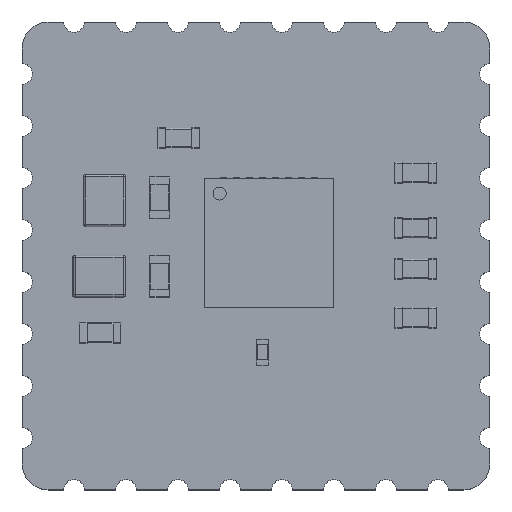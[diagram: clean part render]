
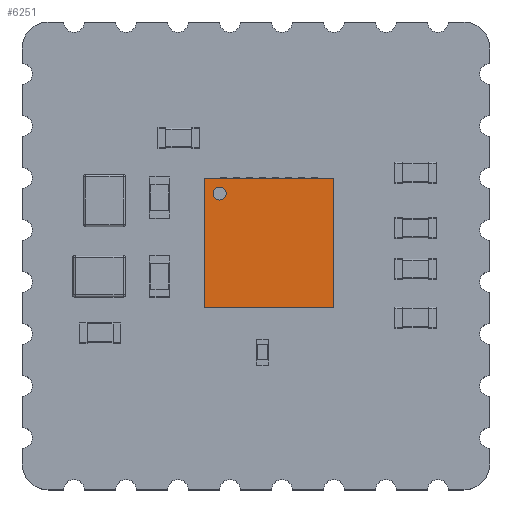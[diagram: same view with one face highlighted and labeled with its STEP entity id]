
A CAD part, top view. The second image highlights one B-rep face of the part: STEP entity #6251.
In plain terms, the highlighted planar face has unit normal (0, 0, 1).
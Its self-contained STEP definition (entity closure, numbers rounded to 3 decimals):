
#2287 = EDGE_CURVE('',#2288,#2290,#2292,.T.);
#2288 = VERTEX_POINT('',#2289);
#2289 = CARTESIAN_POINT('',(-2.488,2.488,0.875));
#2290 = VERTEX_POINT('',#2291);
#2291 = CARTESIAN_POINT('',(2.488,2.488,0.875));
#2292 = LINE('',#2293,#2294);
#2293 = CARTESIAN_POINT('',(-2.488,2.488,0.875));
#2294 = VECTOR('',#2295,1.);
#2295 = DIRECTION('',(1.,0.,0.));
#3288 = EDGE_CURVE('',#2290,#3289,#3291,.T.);
#3289 = VERTEX_POINT('',#3290);
#3290 = CARTESIAN_POINT('',(2.488,-2.488,0.875));
#3291 = LINE('',#3292,#3293);
#3292 = CARTESIAN_POINT('',(2.488,2.488,0.875));
#3293 = VECTOR('',#3294,1.);
#3294 = DIRECTION('',(0.,-1.,0.));
#4278 = EDGE_CURVE('',#4279,#3289,#4281,.T.);
#4279 = VERTEX_POINT('',#4280);
#4280 = CARTESIAN_POINT('',(-2.488,-2.488,0.875));
#4281 = LINE('',#4282,#4283);
#4282 = CARTESIAN_POINT('',(-2.488,-2.488,0.875));
#4283 = VECTOR('',#4284,1.);
#4284 = DIRECTION('',(1.,0.,0.));
#5272 = EDGE_CURVE('',#2288,#4279,#5273,.T.);
#5273 = LINE('',#5274,#5275);
#5274 = CARTESIAN_POINT('',(-2.488,2.488,0.875));
#5275 = VECTOR('',#5276,1.);
#5276 = DIRECTION('',(0.,-1.,0.));
#6251 = ADVANCED_FACE('',(#6252,#6258),#6269,.T.);
#6252 = FACE_BOUND('',#6253,.T.);
#6253 = EDGE_LOOP('',(#6254,#6255,#6256,#6257));
#6254 = ORIENTED_EDGE('',*,*,#2287,.F.);
#6255 = ORIENTED_EDGE('',*,*,#5272,.T.);
#6256 = ORIENTED_EDGE('',*,*,#4278,.T.);
#6257 = ORIENTED_EDGE('',*,*,#3288,.F.);
#6258 = FACE_BOUND('',#6259,.T.);
#6259 = EDGE_LOOP('',(#6260));
#6260 = ORIENTED_EDGE('',*,*,#6261,.T.);
#6261 = EDGE_CURVE('',#6262,#6262,#6264,.T.);
#6262 = VERTEX_POINT('',#6263);
#6263 = CARTESIAN_POINT('',(-1.9,1.65,0.875));
#6264 = CIRCLE('',#6265,0.25);
#6265 = AXIS2_PLACEMENT_3D('',#6266,#6267,#6268);
#6266 = CARTESIAN_POINT('',(-1.9,1.9,0.875));
#6267 = DIRECTION('',(0.,-0.,-1.));
#6268 = DIRECTION('',(0.,-1.,0.));
#6269 = PLANE('',#6270);
#6270 = AXIS2_PLACEMENT_3D('',#6271,#6272,#6273);
#6271 = CARTESIAN_POINT('',(-2.488,2.488,0.875));
#6272 = DIRECTION('',(0.,0.,1.));
#6273 = DIRECTION('',(0.,-1.,0.));
